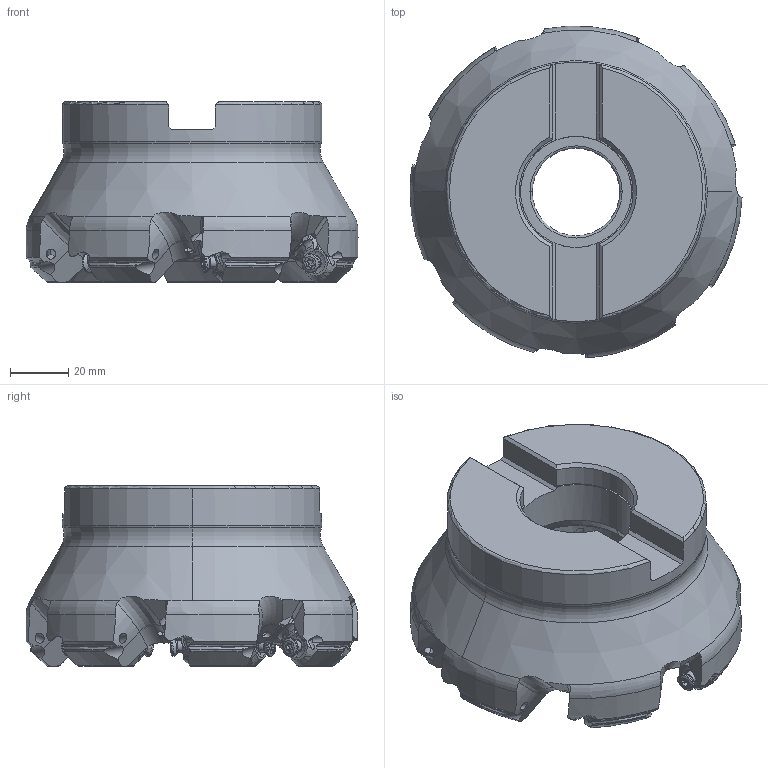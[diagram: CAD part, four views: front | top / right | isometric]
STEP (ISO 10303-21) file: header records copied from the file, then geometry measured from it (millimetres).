
FILE_DESCRIPTION(/* description */ (''),/* implementation_level */ '2;1');
FILE_NAME(/* name */ 'WSX445UR0407EA.stp',/* time_stamp */ '2021-09-08T11:36:35+09:00',/* author */ (''),/* organization */ (''),/* preprocessor_version */ 'ST-DEVELOPER v16',/* originating_system */ 'SIEMENS PLM Software NX 10.0',/* authorisation */ '');
FILE_SCHEMA (('AUTOMOTIVE_DESIGN { 1 0 10303 214 3 1 1 1 }'));
Products named in the file (1): WSX445UR0407EA_ASM
Bounding box: 113.85 x 113.72 x 61.75 mm (x, y, z)
Volume: 333572.4 mm3; surface area: 48182.6 mm2
Topology: 8 solids, 8 shells, 1058 faces, 2712 edges, 1706 vertices
Faces by surface type: cylinder 334, plane 238, bspline 217, torus 119, extrusion 56, sphere 49, cone 45
Entity records: 71479 total; most frequent: CARTESIAN_POINT 47657, ORIENTED_EDGE 5396, DIRECTION 4204, EDGE_CURVE 2698, AXIS2_PLACEMENT_3D 1699, VERTEX_POINT 1671, B_SPLINE_CURVE_WITH_KNOTS 1127, EDGE_LOOP 1103
